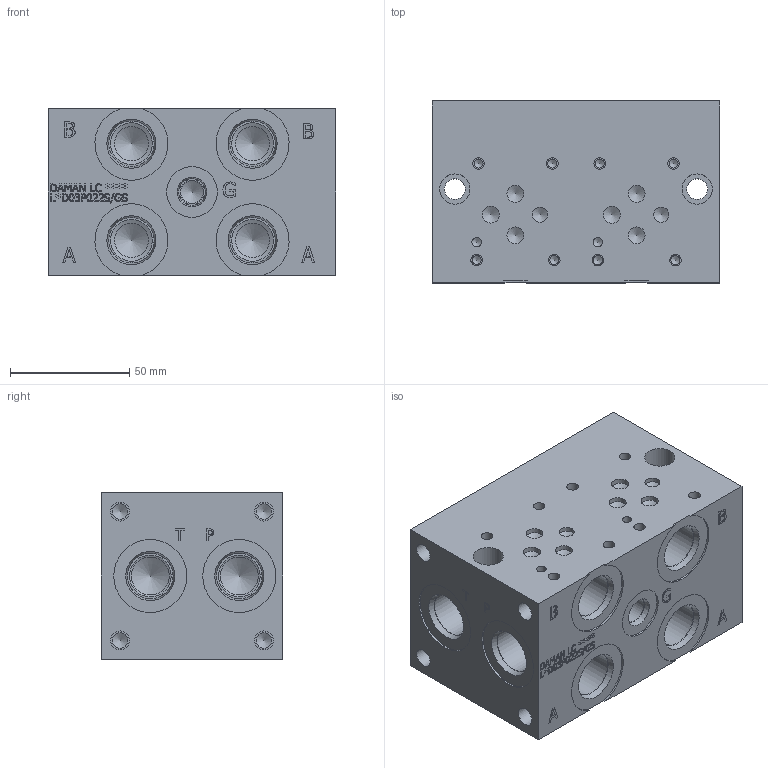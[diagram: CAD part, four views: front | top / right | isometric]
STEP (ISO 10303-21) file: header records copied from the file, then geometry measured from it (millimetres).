
FILE_DESCRIPTION(/* description */ (''),/* implementation_level */ '2;1');
FILE_NAME(/* name */ 'L_D03P022S_GS.stp',/* time_stamp */ '2021-05-28T13:41:00-04:00',/* author */ ('anthonyv'),/* organization */ (''),/* preprocessor_version */ 'ST-DEVELOPER v18.1',/* originating_system */ 'Autodesk Inventor 2021',/* authorisation */ '');
FILE_SCHEMA (('AUTOMOTIVE_DESIGN { 1 0 10303 214 3 1 1 }'));
Length unit declared in the file: millimetre
Products named in the file (1): Part_LAD03P022S_GStest_3D
Bounding box: 120.65 x 76.2 x 69.85 mm (x, y, z)
Volume: 554739.7 mm3; surface area: 69461.7 mm2
Topology: 1 solids, 1 shells, 754 faces, 2074 edges, 1405 vertices
Faces by surface type: plane 384, bspline 209, cylinder 96, cone 65
Full cylindrical faces by diameter (mm): 3.785 x8, 3.962 x2, 4.826 x8, 6.35 x2, 6.528 x8, 7.137 x6, 7.925 x8, 8.738 x2, 9.525 x1, 9.881 x1, 11.125 x1, 12.7 x2, 13.487 x1, 14.3 x4, 15.875 x4, 17.45 x1, 17.501 x8, 18.542 x1, 19.05 x8, 19.253 x8, 19.99 x1, 20.625 x1, 21.285 x1, 21.819 x1, 30.632 x4
Entity records: 25546 total; most frequent: CARTESIAN_POINT 6915, ORIENTED_EDGE 4076, DIRECTION 3065, EDGE_CURVE 2038, VERTEX_POINT 1405, LINE 1267, VECTOR 1267, AXIS2_PLACEMENT_3D 899
